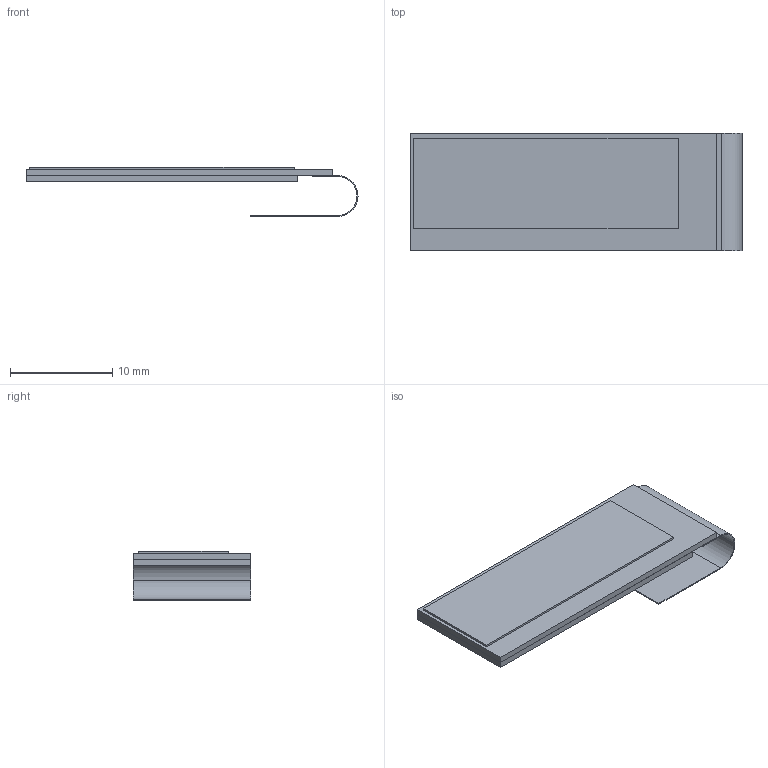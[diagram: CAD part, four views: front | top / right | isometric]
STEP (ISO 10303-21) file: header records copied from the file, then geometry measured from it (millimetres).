
FILE_DESCRIPTION(('FreeCAD Model'),'2;1');
FILE_NAME('Open CASCADE Shape Model','2022-04-26T11:43:51',('Author'),( ''),'Open CASCADE STEP processor 7.4','FreeCAD','Unknown');
FILE_SCHEMA(('AUTOMOTIVE_DESIGN { 1 0 10303 214 1 1 1 1 }'));
Length unit declared in the file: millimetre
Products named in the file (8): Unnamed; cube; cube001; cube002; cube003; intersection; cube005; TeensyViewDisplay
Assembly tree (13 placements, depth 3):
  Unnamed
    cube
    cube001
    cube002
    cube003
    intersection
    cube005
    TeensyViewDisplay
      cube
      cube001
      cube002
      cube003
      intersection
      cube005
Bounding box: 32.5 x 11.5 x 4.8 mm (x, y, z)
Volume: 911.7 mm3; surface area: 4543.3 mm2
Topology: 12 solids, 12 shells, 76 faces, 156 edges, 104 vertices
Faces by surface type: plane 68, cylinder 8
Entity records: 1231 total; most frequent: DIRECTION 190, CARTESIAN_POINT 182, ORIENTED_EDGE 156, EDGE_CURVE 78, LINE 70, VECTOR 70, AXIS2_PLACEMENT_3D 60, VERTEX_POINT 52
